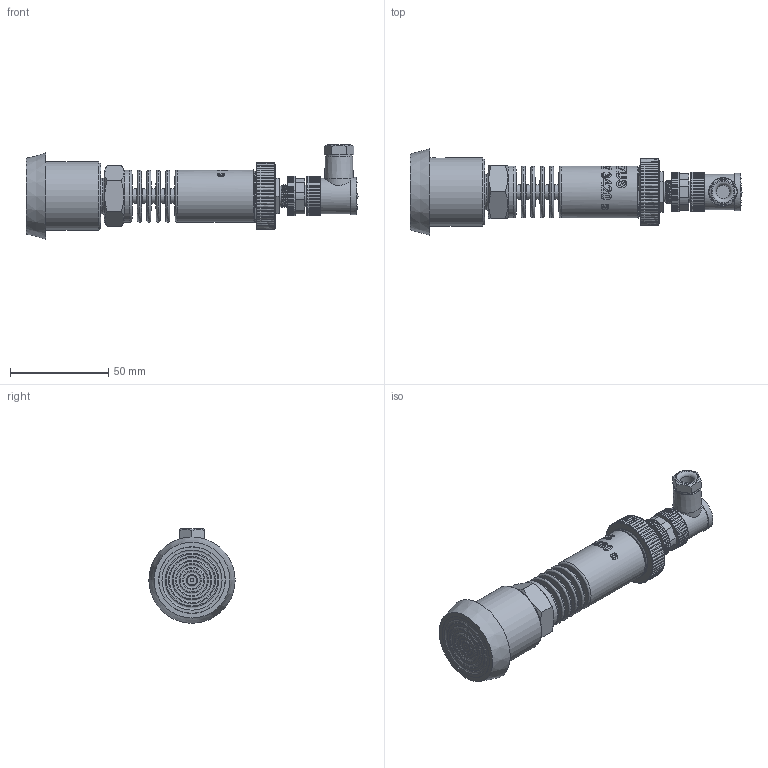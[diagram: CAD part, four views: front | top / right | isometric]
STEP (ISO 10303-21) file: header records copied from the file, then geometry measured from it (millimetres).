
FILE_DESCRIPTION(/* description */ (''),/* implementation_level */ '2;1');
FILE_NAME(/* name */ 'APZ3420s_TapperDN25_radiator_3.step',/* time_stamp */ '2021-07-08T13:52:32+03:00',/* author */ (''),/* organization */ (''),/* preprocessor_version */ 'ST-DEVELOPER v18.1',/* originating_system */ 'Autodesk Translation Framework v10.9.0.1377',/* authorisation */ '');
FILE_SCHEMA (('AUTOMOTIVE_DESIGN { 1 0 10303 214 3 1 1 }'));
Length unit declared in the file: millimetre
Products named in the file (7): АПЗ 3420S заполненная; OMAL nut M27x1.5; M12x1 male; Ш100.000.002; M12x1 female angular; G1\2EN radiator; Tapper socket DN25 diaphragm 34 v2
Assembly tree (6 placements, depth 2):
  АПЗ 3420S заполненная
    OMAL nut M27x1.5
    M12x1 male
    Ш100.000.002
    M12x1 female angular
    G1\2EN radiator
    Tapper socket DN25 diaphragm 34 v2
Bounding box: 169.24 x 44 x 48.2 mm (x, y, z)
Volume: 97141.6 mm3; surface area: 37652.1 mm2
Topology: 18 solids, 18 shells, 1103 faces, 3039 edges, 2034 vertices
Faces by surface type: bspline 481, cylinder 356, plane 194, torus 36, cone 34, sphere 2
Full cylindrical faces by diameter (mm): 1 x12, 1.5 x4, 2 x1, 3 x1, 3.3 x1, 5 x1, 6 x3, 7 x2, 7.5 x5, 8 x1, 8.2 x1, 9.471 x2, 10.6 x2, 10.741 x6, 11.035 x4, 11.156 x1, 11.884 x5, 12.152 x4, 13 x1, 14 x1, 14.137 x4, 14.526 x3, 15.85 x3, 16.203 x3, 16.7 x1, 17.5 x1, 18 x2, 18.631 x6, 19 x1, 20.955 x7
Entity records: 67104 total; most frequent: CARTESIAN_POINT 42302, ORIENTED_EDGE 6074, DIRECTION 3612, EDGE_CURVE 3037, VERTEX_POINT 2033, AXIS2_PLACEMENT_3D 1327, B_SPLINE_CURVE_WITH_KNOTS 1307, EDGE_LOOP 1184
